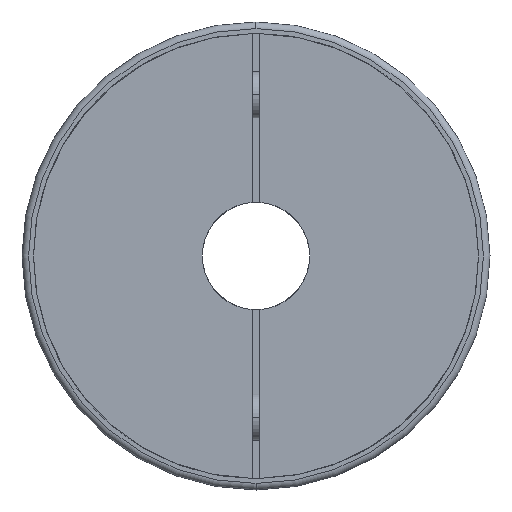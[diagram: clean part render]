
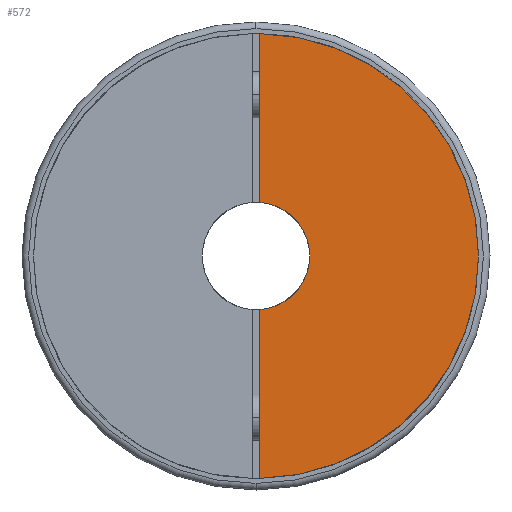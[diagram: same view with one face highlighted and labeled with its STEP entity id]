
A CAD part, left-side view. The second image highlights one B-rep face of the part: STEP entity #572.
In plain terms, the highlighted planar face has unit normal (-1, 0, 0).
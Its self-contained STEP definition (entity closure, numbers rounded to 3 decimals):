
#572=ADVANCED_FACE('',(#1270),#1271,.T.);
#1270=FACE_OUTER_BOUND('',#2101,.T.);
#1271=PLANE('',#2102);
#2101=EDGE_LOOP('',(#3782,#3783,#3784,#3785,#3786,#3787));
#2102=AXIS2_PLACEMENT_3D('',#3788,#3789,#3790);
#3782=ORIENTED_EDGE('',*,*,#5287,.T.);
#3783=ORIENTED_EDGE('',*,*,#5173,.T.);
#3784=ORIENTED_EDGE('',*,*,#5371,.T.);
#3785=ORIENTED_EDGE('',*,*,#5378,.T.);
#3786=ORIENTED_EDGE('',*,*,#5146,.F.);
#3787=ORIENTED_EDGE('',*,*,#5374,.F.);
#3788=CARTESIAN_POINT('',(0.0,-36.0,0.));
#3789=DIRECTION('',(-1.0,0.0,0.0));
#3790=DIRECTION('',(0.0,1.0,0.));
#5146=EDGE_CURVE('',#6272,#6275,#6276,.T.);
#5173=EDGE_CURVE('',#6323,#6320,#6324,.T.);
#5287=EDGE_CURVE('',#6510,#6323,#6511,.T.);
#5371=EDGE_CURVE('',#6320,#6606,#6608,.T.);
#5374=EDGE_CURVE('',#6510,#6272,#6611,.T.);
#5378=EDGE_CURVE('',#6606,#6275,#6615,.T.);
#6272=VERTEX_POINT('',#7746);
#6275=VERTEX_POINT('',#7750);
#6276=CIRCLE('',#7751,58.0);
#6320=VERTEX_POINT('',#7870);
#6323=VERTEX_POINT('',#7874);
#6324=CIRCLE('',#7875,14.0);
#6510=VERTEX_POINT('',#8392);
#6511=LINE('',#8393,#8394);
#6606=VERTEX_POINT('',#8537);
#6608=CIRCLE('',#8540,14.0);
#6611=CIRCLE('',#8543,58.0);
#6615=LINE('',#8548,#8549);
#7746=CARTESIAN_POINT('',(0.0,-58.0,0.));
#7750=CARTESIAN_POINT('',(0.,-1.0,-57.991));
#7751=AXIS2_PLACEMENT_3D('',#9749,#9750,#9751);
#7870=CARTESIAN_POINT('',(0.0,-14.0,0.));
#7874=CARTESIAN_POINT('',(0.,-1.,13.964));
#7875=AXIS2_PLACEMENT_3D('',#9794,#9795,#9796);
#8392=CARTESIAN_POINT('',(0.0,-1.,57.991));
#8393=CARTESIAN_POINT('',(0.,-1.0,-13.092));
#8394=VECTOR('',#9950,1.0);
#8537=CARTESIAN_POINT('',(0.,-1.0,-13.964));
#8540=AXIS2_PLACEMENT_3D('',#10080,#10081,#10082);
#8543=AXIS2_PLACEMENT_3D('',#10086,#10087,#10088);
#8548=CARTESIAN_POINT('',(0.,-1.0,-13.092));
#8549=VECTOR('',#10090,1.0);
#9749=CARTESIAN_POINT('',(0.0,0.0,0.0));
#9750=DIRECTION('',(1.0,0.0,0.0));
#9751=DIRECTION('',(0.0,-1.0,0.));
#9794=CARTESIAN_POINT('',(0.0,0.0,0.0));
#9795=DIRECTION('',(1.0,0.0,0.0));
#9796=DIRECTION('',(0.0,-1.0,0.));
#9950=DIRECTION('',(-0.0,0.,-1.0));
#10080=CARTESIAN_POINT('',(0.0,0.0,0.0));
#10081=DIRECTION('',(1.0,0.0,0.0));
#10082=DIRECTION('',(0.0,-1.0,0.));
#10086=CARTESIAN_POINT('',(0.0,0.0,0.0));
#10087=DIRECTION('',(1.0,0.0,0.0));
#10088=DIRECTION('',(0.0,-1.0,0.));
#10090=DIRECTION('',(-0.0,0.,-1.0));
